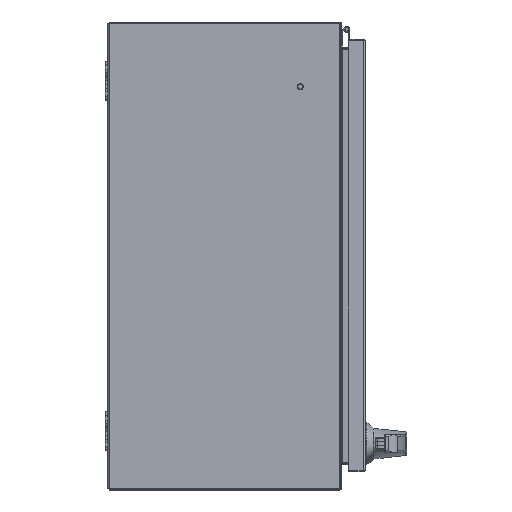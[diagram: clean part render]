
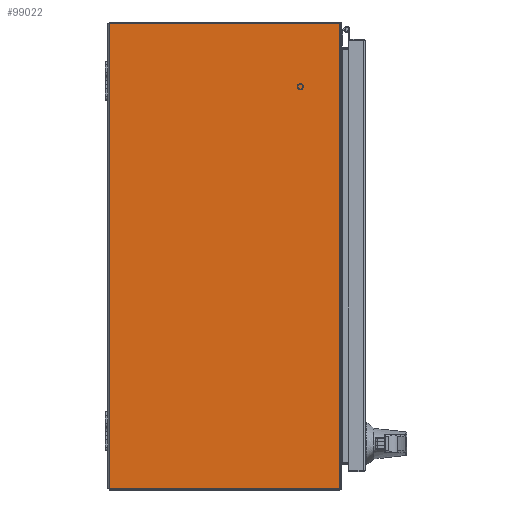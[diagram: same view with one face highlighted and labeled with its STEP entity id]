
A CAD part, front view. The second image highlights one B-rep face of the part: STEP entity #99022.
In plain terms, the highlighted face is planar.
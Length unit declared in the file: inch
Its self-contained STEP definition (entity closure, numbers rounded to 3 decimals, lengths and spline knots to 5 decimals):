
#1597 = PLANE ( 'NONE',  #95053 ) ;
#8847 = EDGE_CURVE ( 'NONE', #52864, #53096, #65452, .T. ) ;
#10661 = DIRECTION ( 'NONE',  ( 0., 0., 1. ) ) ;
#18677 = VECTOR ( 'NONE', #100159, 39.37008 ) ;
#26218 = ORIENTED_EDGE ( 'NONE', *, *, #74686, .F. ) ;
#29109 = ORIENTED_EDGE ( 'NONE', *, *, #91334, .T. ) ;
#32357 = LINE ( 'NONE', #92825, #33737 ) ;
#32699 = LINE ( 'NONE', #82924, #97463 ) ;
#33737 = VECTOR ( 'NONE', #53288, 39.37008 ) ;
#39779 = CARTESIAN_POINT ( 'NONE',  ( 11.928, -0.108, -15. ) ) ;
#47562 = ORIENTED_EDGE ( 'NONE', *, *, #72984, .T. ) ;
#52864 = VERTEX_POINT ( 'NONE', #96853 ) ;
#53096 = VERTEX_POINT ( 'NONE', #73654 ) ;
#53288 = DIRECTION ( 'NONE',  ( -1., 0., 0. ) ) ;
#54866 = LINE ( 'NONE', #66630, #80776 ) ;
#57178 = DIRECTION ( 'NONE',  ( 0., -1., 0. ) ) ;
#59926 = EDGE_LOOP ( 'NONE', ( #26218, #29109, #96438, #47562 ) ) ;
#60422 = CARTESIAN_POINT ( 'NONE',  ( 11.928, -12., -15. ) ) ;
#65452 = LINE ( 'NONE', #82417, #18677 ) ;
#65719 = VERTEX_POINT ( 'NONE', #93136 ) ;
#66630 = CARTESIAN_POINT ( 'NONE',  ( -11.928, 0., -15. ) ) ;
#72984 = EDGE_CURVE ( 'NONE', #52864, #65719, #54866, .T. ) ;
#73654 = CARTESIAN_POINT ( 'NONE',  ( 11.928, -11.892, -15. ) ) ;
#74686 = EDGE_CURVE ( 'NONE', #80393, #65719, #32357, .T. ) ;
#76761 = DIRECTION ( 'NONE',  ( 0., -1., 0. ) ) ;
#80393 = VERTEX_POINT ( 'NONE', #39779 ) ;
#80776 = VECTOR ( 'NONE', #102122, 39.37008 ) ;
#81890 = FACE_OUTER_BOUND ( 'NONE', #59926, .T. ) ;
#82417 = CARTESIAN_POINT ( 'NONE',  ( 11.928, -11.892, -15. ) ) ;
#82924 = CARTESIAN_POINT ( 'NONE',  ( 11.928, -0.072, -15. ) ) ;
#91334 = EDGE_CURVE ( 'NONE', #80393, #53096, #32699, .T. ) ;
#92825 = CARTESIAN_POINT ( 'NONE',  ( 11.928, -0.108, -15. ) ) ;
#93136 = CARTESIAN_POINT ( 'NONE',  ( -11.928, -0.108, -15. ) ) ;
#95053 = AXIS2_PLACEMENT_3D ( 'NONE', #60422, #10661, #76761 ) ;
#96438 = ORIENTED_EDGE ( 'NONE', *, *, #8847, .F. ) ;
#96853 = CARTESIAN_POINT ( 'NONE',  ( -11.928, -11.892, -15. ) ) ;
#97463 = VECTOR ( 'NONE', #57178, 39.37008 ) ;
#99022 = ADVANCED_FACE ( 'NONE', ( #81890 ), #1597, .F. ) ;
#100159 = DIRECTION ( 'NONE',  ( 1., 0., 0. ) ) ;
#102122 = DIRECTION ( 'NONE',  ( 0., 1., 0. ) ) ;
